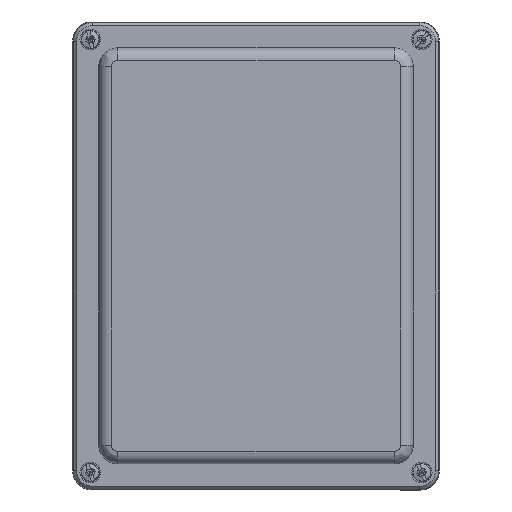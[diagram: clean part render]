
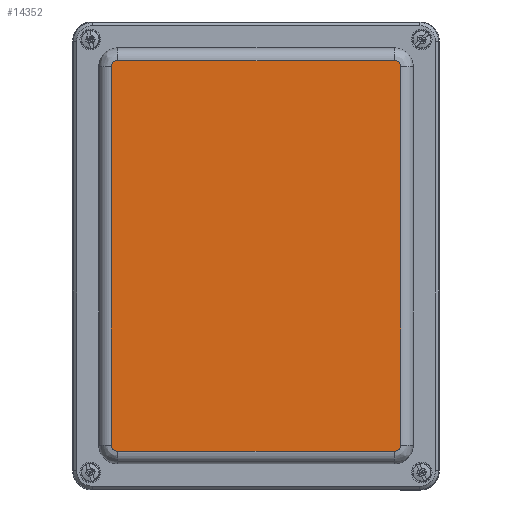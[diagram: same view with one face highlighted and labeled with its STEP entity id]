
A CAD part, top view. The second image highlights one B-rep face of the part: STEP entity #14352.
In plain terms, the highlighted planar face has unit normal (0, 0, 1).
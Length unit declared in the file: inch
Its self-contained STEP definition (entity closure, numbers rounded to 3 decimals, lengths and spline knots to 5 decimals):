
#898=PLANE($,#15941);
#1703=LINE($,#28615,#2738);
#1705=LINE($,#28651,#2740);
#1707=LINE($,#28655,#2742);
#1709=LINE($,#28688,#2744);
#2738=VECTOR($,#19722,5.45704);
#2740=VECTOR($,#19742,7.45704);
#2742=VECTOR($,#19746,7.45704);
#2744=VECTOR($,#19764,5.45704);
#3964=FACE_OUTER_BOUND($,#4939,.T.);
#4939=EDGE_LOOP($,(#12311,#12312,#12313,#12314,#12315,#12316,#12317,#12318));
#5833=CIRCLE($,#15925,0.12012);
#5835=CIRCLE($,#15927,0.12012);
#5841=CIRCLE($,#15935,0.12012);
#5843=CIRCLE($,#15937,0.12012);
#7011=VERTEX_POINT($,#28612);
#7012=VERTEX_POINT($,#28614);
#7015=VERTEX_POINT($,#28629);
#7016=VERTEX_POINT($,#28642);
#7019=VERTEX_POINT($,#28649);
#7020=VERTEX_POINT($,#28654);
#7023=VERTEX_POINT($,#28669);
#7024=VERTEX_POINT($,#28682);
#8853=EDGE_CURVE($,#7011,#7012,#1703,.T.);
#8857=EDGE_CURVE($,#7015,#7011,#5833,.T.);
#8859=EDGE_CURVE($,#7012,#7016,#5835,.T.);
#8863=EDGE_CURVE($,#7019,#7015,#1705,.T.);
#8865=EDGE_CURVE($,#7016,#7020,#1707,.T.);
#8869=EDGE_CURVE($,#7023,#7019,#5841,.T.);
#8871=EDGE_CURVE($,#7020,#7024,#5843,.T.);
#8874=EDGE_CURVE($,#7024,#7023,#1709,.T.);
#12311=ORIENTED_EDGE($,*,*,#8853,.F.);
#12312=ORIENTED_EDGE($,*,*,#8857,.F.);
#12313=ORIENTED_EDGE($,*,*,#8863,.F.);
#12314=ORIENTED_EDGE($,*,*,#8869,.F.);
#12315=ORIENTED_EDGE($,*,*,#8874,.F.);
#12316=ORIENTED_EDGE($,*,*,#8871,.F.);
#12317=ORIENTED_EDGE($,*,*,#8865,.F.);
#12318=ORIENTED_EDGE($,*,*,#8859,.F.);
#14352=ADVANCED_FACE($,(#3964),#898,.T.);
#15925=AXIS2_PLACEMENT_3D($,#28631,#19728,#19729);
#15927=AXIS2_PLACEMENT_3D($,#28643,#19732,#19733);
#15935=AXIS2_PLACEMENT_3D($,#28671,#19752,#19753);
#15937=AXIS2_PLACEMENT_3D($,#28683,#19756,#19757);
#15941=AXIS2_PLACEMENT_3D($,#28690,#19766,#19767);
#19722=DIRECTION($,(-1.,0.,0.));
#19728=DIRECTION('center_axis',(0.,0.,-1.));
#19729=DIRECTION('ref_axis',(0.707,-0.707,0.));
#19732=DIRECTION('center_axis',(0.,0.,-1.));
#19733=DIRECTION('ref_axis',(-0.707,-0.707,0.));
#19742=DIRECTION($,(0.,-1.,0.));
#19746=DIRECTION($,(0.,1.,0.));
#19752=DIRECTION('center_axis',(0.,0.,-1.));
#19753=DIRECTION('ref_axis',(0.707,0.707,0.));
#19756=DIRECTION('center_axis',(0.,0.,-1.));
#19757=DIRECTION('ref_axis',(-0.707,0.707,0.));
#19764=DIRECTION($,(1.,0.,0.));
#19766=DIRECTION('center_axis',(0.,0.,1.));
#19767=DIRECTION('ref_axis',(1.,0.,0.));
#28612=CARTESIAN_POINT('',(2.72852,-3.84863,1.));
#28614=CARTESIAN_POINT('',(-2.72852,-3.84863,1.));
#28615=CARTESIAN_POINT($,(2.72852,-3.84863,1.));
#28629=CARTESIAN_POINT('',(2.84863,-3.72852,1.));
#28631=CARTESIAN_POINT('Origin',(2.72852,-3.72852,1.));
#28642=CARTESIAN_POINT('',(-2.84863,-3.72852,1.));
#28643=CARTESIAN_POINT('Origin',(-2.72852,-3.72852,1.));
#28649=CARTESIAN_POINT('',(2.84863,3.72852,1.));
#28651=CARTESIAN_POINT($,(2.84863,3.72852,1.));
#28654=CARTESIAN_POINT('',(-2.84863,3.72852,1.));
#28655=CARTESIAN_POINT($,(-2.84863,-3.72852,1.));
#28669=CARTESIAN_POINT('',(2.72852,3.84863,1.));
#28671=CARTESIAN_POINT('Origin',(2.72852,3.72852,1.));
#28682=CARTESIAN_POINT('',(-2.72852,3.84863,1.));
#28683=CARTESIAN_POINT('Origin',(-2.72852,3.72852,1.));
#28688=CARTESIAN_POINT($,(-2.72852,3.84863,1.));
#28690=CARTESIAN_POINT('Origin',(0.,0.,1.));
